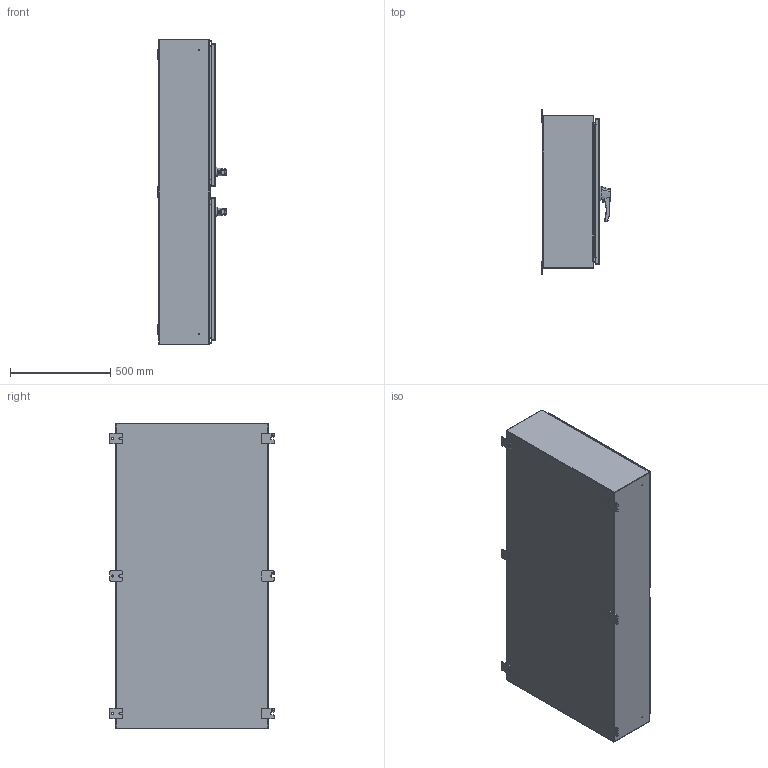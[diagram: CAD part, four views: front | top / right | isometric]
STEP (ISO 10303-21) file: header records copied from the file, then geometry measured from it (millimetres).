
FILE_DESCRIPTION (( 'STEP AP214' ), '1' );
FILE_NAME ('HN4WM306010GY.STEP', '2019-08-28T17:06:47', ( '' ), ( '' ), 'SwSTEP 2.0', 'SolidWorks 2018', '' );
FILE_SCHEMA (( 'AUTOMOTIVE_DESIGN' ));
Length unit declared in the file: inch
Products named in the file (1): HN4WM306010GY
Bounding box: 342.57 x 819.15 x 1524 mm (x, y, z)
Volume: 13130490.6 mm3; surface area: 10715384.9 mm2
Topology: 101 solids, 103 shells, 2738 faces, 7037 edges, 4550 vertices
Faces by surface type: plane 1311, cylinder 1159, cone 142, bspline 126
Entity records: 131827 total; most frequent: CARTESIAN_POINT 28196, ORIENTED_EDGE 14046, DIRECTION 13841, EDGE_CURVE 7023, AXIS2_PLACEMENT_3D 4975, VERTEX_POINT 4550, LINE 3891, VECTOR 3891
